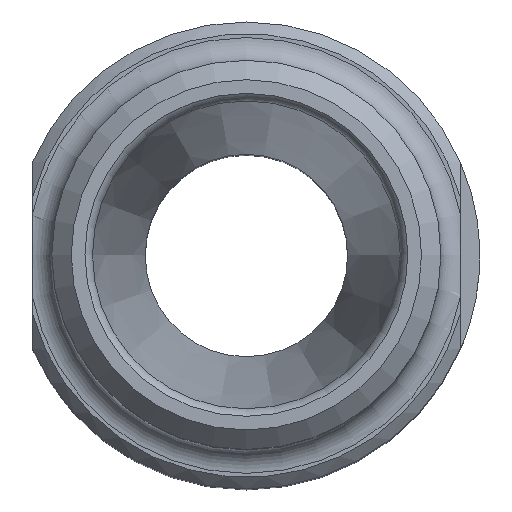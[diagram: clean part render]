
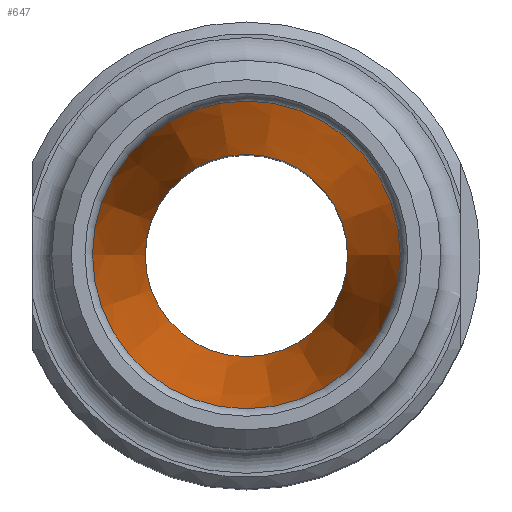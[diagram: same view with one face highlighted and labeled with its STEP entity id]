
A CAD part, top view. The second image highlights one B-rep face of the part: STEP entity #647.
In plain terms, the highlighted conical face has half-angle 8 degrees and reference radius 2.6 mm.
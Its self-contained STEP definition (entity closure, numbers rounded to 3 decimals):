
#27=CONICAL_SURFACE('',#708,2.6,0.14);
#165=ORIENTED_EDGE('',*,*,#254,.T.);
#166=ORIENTED_EDGE('',*,*,#248,.F.);
#248=EDGE_CURVE('',#292,#292,#318,.T.);
#254=EDGE_CURVE('',#298,#298,#324,.T.);
#292=VERTEX_POINT('',#984);
#298=VERTEX_POINT('',#1003);
#318=CIRCLE('',#696,2.6);
#324=CIRCLE('',#709,3.954);
#360=EDGE_LOOP('',(#165));
#361=EDGE_LOOP('',(#166));
#404=FACE_BOUND('',#360,.T.);
#405=FACE_BOUND('',#361,.T.);
#647=ADVANCED_FACE('',(#404,#405),#27,.F.);
#696=AXIS2_PLACEMENT_3D('',#983,#806,#807);
#708=AXIS2_PLACEMENT_3D('',#1001,#830,#831);
#709=AXIS2_PLACEMENT_3D('',#1002,#832,#833);
#806=DIRECTION('',(0.,0.,1.));
#807=DIRECTION('',(1.,0.,0.));
#830=DIRECTION('',(0.,0.,1.));
#831=DIRECTION('',(-1.,0.,0.));
#832=DIRECTION('',(0.,0.,1.));
#833=DIRECTION('',(1.,0.,0.));
#983=CARTESIAN_POINT('',(0.,0.,7.038));
#984=CARTESIAN_POINT('',(2.6,0.,7.038));
#1001=CARTESIAN_POINT('',(0.,0.,7.038));
#1002=CARTESIAN_POINT('',(0.,0.,16.67));
#1003=CARTESIAN_POINT('',(3.954,0.,16.67));
